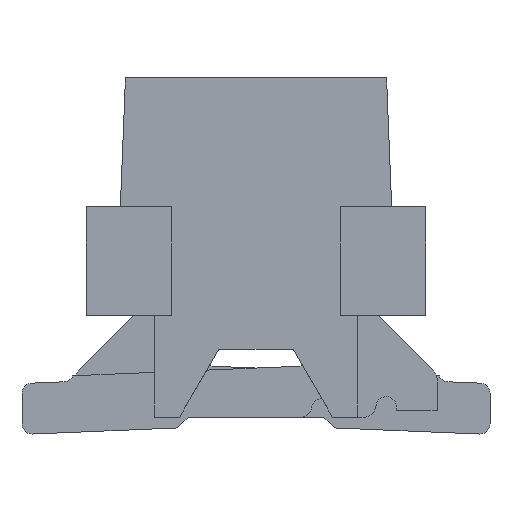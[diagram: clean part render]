
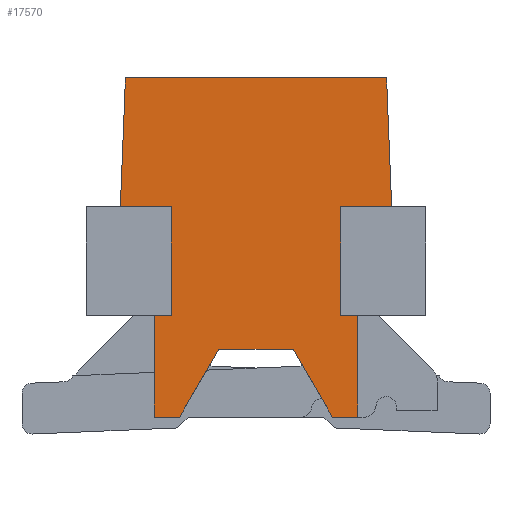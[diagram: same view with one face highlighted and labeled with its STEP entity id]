
A CAD part, left-side view. The second image highlights one B-rep face of the part: STEP entity #17570.
In plain terms, the highlighted planar face has unit normal (-1, 0, 0).
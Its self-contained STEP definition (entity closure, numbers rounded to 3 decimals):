
#263=DIRECTION('',(0.,-1.,0.));
#264=VECTOR('',#263,0.75);
#265=CARTESIAN_POINT('',(-5.345,-1.25,3.35));
#266=LINE('',#265,#264);
#5586=DIRECTION('',(0.,0.,-1.));
#5587=VECTOR('',#5586,1.5);
#5588=CARTESIAN_POINT('',(-5.345,1.5,1.75));
#5589=LINE('',#5588,#5587);
#5593=DIRECTION('',(0.,0.,-1.));
#5594=VECTOR('',#5593,1.6);
#5595=CARTESIAN_POINT('',(-5.345,-1.25,3.35));
#5596=LINE('',#5595,#5594);
#5600=DIRECTION('',(0.,-1.,0.));
#5601=VECTOR('',#5600,0.25);
#5602=CARTESIAN_POINT('',(-5.345,-1.25,1.75));
#5603=LINE('',#5602,#5601);
#5607=DIRECTION('',(0.,0.5,0.866));
#5608=VECTOR('',#5607,1.155);
#5609=CARTESIAN_POINT('',(-5.345,-1.127,0.25));
#5610=LINE('',#5609,#5608);
#5614=DIRECTION('',(0.,0.5,-0.866));
#5615=VECTOR('',#5614,1.155);
#5616=CARTESIAN_POINT('',(-5.345,0.55,1.25));
#5617=LINE('',#5616,#5615);
#5621=DIRECTION('',(0.,-1.,0.));
#5622=VECTOR('',#5621,0.25);
#5623=CARTESIAN_POINT('',(-5.345,1.5,1.75));
#5624=LINE('',#5623,#5622);
#5628=DIRECTION('',(0.,0.,1.));
#5629=VECTOR('',#5628,1.6);
#5630=CARTESIAN_POINT('',(-5.345,1.25,1.75));
#5631=LINE('',#5630,#5629);
#5635=DIRECTION('',(0.,-0.039,0.999));
#5636=VECTOR('',#5635,1.901);
#5637=CARTESIAN_POINT('',(-5.345,2.,3.35));
#5638=LINE('',#5637,#5636);
#5642=DIRECTION('',(0.,-0.039,-0.999));
#5643=VECTOR('',#5642,1.901);
#5644=CARTESIAN_POINT('',(-5.345,-1.925,5.25));
#5645=LINE('',#5644,#5643);
#5649=DIRECTION('',(0.,0.,1.));
#5650=VECTOR('',#5649,1.5);
#5651=CARTESIAN_POINT('',(-5.345,-1.5,0.25));
#5652=LINE('',#5651,#5650);
#5677=DIRECTION('',(0.,-1.,0.));
#5678=VECTOR('',#5677,0.373);
#5679=CARTESIAN_POINT('',(-5.345,-1.127,0.25));
#5680=LINE('',#5679,#5678);
#5793=DIRECTION('',(0.,-1.,0.));
#5794=VECTOR('',#5793,1.1);
#5795=CARTESIAN_POINT('',(-5.345,0.55,1.25));
#5796=LINE('',#5795,#5794);
#5821=DIRECTION('',(0.,-1.,0.));
#5822=VECTOR('',#5821,0.373);
#5823=CARTESIAN_POINT('',(-5.345,1.5,0.25));
#5824=LINE('',#5823,#5822);
#6818=DIRECTION('',(0.,-1.,0.));
#6819=VECTOR('',#6818,0.75);
#6820=CARTESIAN_POINT('',(-5.345,2.,3.35));
#6821=LINE('',#6820,#6819);
#7325=DIRECTION('',(0.,1.,0.));
#7326=VECTOR('',#7325,3.85);
#7327=CARTESIAN_POINT('',(-5.345,-1.925,5.25));
#7328=LINE('',#7327,#7326);
#9775=CARTESIAN_POINT('',(-5.345,-2.,3.35));
#9776=VERTEX_POINT('',#9775);
#9777=CARTESIAN_POINT('',(-5.345,-1.925,5.25));
#9778=VERTEX_POINT('',#9777);
#9803=CARTESIAN_POINT('',(-5.345,-1.25,3.35));
#9804=VERTEX_POINT('',#9803);
#9807=CARTESIAN_POINT('',(-5.345,-1.25,1.75));
#9808=VERTEX_POINT('',#9807);
#9817=CARTESIAN_POINT('',(-5.345,-1.5,1.75));
#9818=VERTEX_POINT('',#9817);
#9825=CARTESIAN_POINT('',(-5.345,1.25,1.75));
#9826=VERTEX_POINT('',#9825);
#9827=CARTESIAN_POINT('',(-5.345,1.5,1.75));
#9828=VERTEX_POINT('',#9827);
#10863=CARTESIAN_POINT('',(-5.345,1.5,0.25));
#10864=VERTEX_POINT('',#10863);
#10867=CARTESIAN_POINT('',(-5.345,-1.5,0.25));
#10868=VERTEX_POINT('',#10867);
#10869=CARTESIAN_POINT('',(-5.345,-1.127,0.25));
#10870=VERTEX_POINT('',#10869);
#10871=CARTESIAN_POINT('',(-5.345,-0.55,1.25));
#10872=VERTEX_POINT('',#10871);
#10873=CARTESIAN_POINT('',(-5.345,0.55,1.25));
#10874=VERTEX_POINT('',#10873);
#10875=CARTESIAN_POINT('',(-5.345,1.127,0.25));
#10876=VERTEX_POINT('',#10875);
#10877=CARTESIAN_POINT('',(-5.345,1.25,3.35));
#10878=VERTEX_POINT('',#10877);
#10879=CARTESIAN_POINT('',(-5.345,2.,3.35));
#10880=VERTEX_POINT('',#10879);
#10881=CARTESIAN_POINT('',(-5.345,1.925,5.25));
#10882=VERTEX_POINT('',#10881);
#17537=CARTESIAN_POINT('',(-5.345,0.,2.75));
#17538=DIRECTION('',(1.,0.,0.));
#17539=DIRECTION('',(0.,1.,0.));
#17540=AXIS2_PLACEMENT_3D('',#17537,#17538,#17539);
#17541=PLANE('',#17540);
#17542=ORIENTED_EDGE('',*,*,#11705,.F.);
#17543=ORIENTED_EDGE('',*,*,#11734,.T.);
#17544=ORIENTED_EDGE('',*,*,#11752,.T.);
#17546=ORIENTED_EDGE('',*,*,#17545,.F.);
#17548=ORIENTED_EDGE('',*,*,#17547,.F.);
#17550=ORIENTED_EDGE('',*,*,#17549,.T.);
#17552=ORIENTED_EDGE('',*,*,#17551,.F.);
#17554=ORIENTED_EDGE('',*,*,#17553,.T.);
#17556=ORIENTED_EDGE('',*,*,#17555,.F.);
#17557=ORIENTED_EDGE('',*,*,#17528,.F.);
#17558=ORIENTED_EDGE('',*,*,#11765,.T.);
#17560=ORIENTED_EDGE('',*,*,#17559,.T.);
#17562=ORIENTED_EDGE('',*,*,#17561,.F.);
#17564=ORIENTED_EDGE('',*,*,#17563,.T.);
#17566=ORIENTED_EDGE('',*,*,#17565,.F.);
#17567=ORIENTED_EDGE('',*,*,#11622,.T.);
#17568=EDGE_LOOP('',(#17542,#17543,#17544,#17546,#17548,#17550,#17552,#17554,
#17556,#17557,#17558,#17560,#17562,#17564,#17566,#17567));
#17569=FACE_OUTER_BOUND('',#17568,.F.);
#17570=ADVANCED_FACE('',(#17569),#17541,.F.);
#11622=EDGE_CURVE('',#9778,#9776,#5645,.T.);
#11705=EDGE_CURVE('',#9804,#9776,#266,.T.);
#11734=EDGE_CURVE('',#9804,#9808,#5596,.T.);
#11752=EDGE_CURVE('',#9808,#9818,#5603,.T.);
#11765=EDGE_CURVE('',#9828,#9826,#5624,.T.);
#17528=EDGE_CURVE('',#9828,#10864,#5589,.T.);
#17545=EDGE_CURVE('',#10868,#9818,#5652,.T.);
#17547=EDGE_CURVE('',#10870,#10868,#5680,.T.);
#17549=EDGE_CURVE('',#10870,#10872,#5610,.T.);
#17551=EDGE_CURVE('',#10874,#10872,#5796,.T.);
#17553=EDGE_CURVE('',#10874,#10876,#5617,.T.);
#17555=EDGE_CURVE('',#10864,#10876,#5824,.T.);
#17559=EDGE_CURVE('',#9826,#10878,#5631,.T.);
#17561=EDGE_CURVE('',#10880,#10878,#6821,.T.);
#17563=EDGE_CURVE('',#10880,#10882,#5638,.T.);
#17565=EDGE_CURVE('',#9778,#10882,#7328,.T.);
